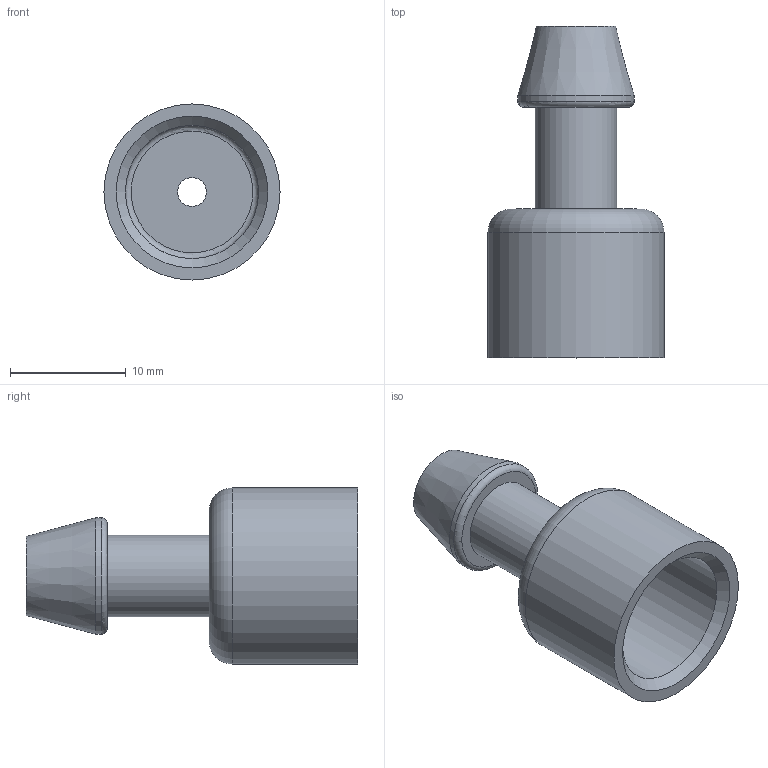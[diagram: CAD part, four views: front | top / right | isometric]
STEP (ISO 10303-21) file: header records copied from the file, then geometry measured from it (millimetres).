
FILE_DESCRIPTION(/* description */ (''),/* implementation_level */ '2;1');
FILE_NAME(/* name */ 'SMALL-WHEEL-HUB.ipt.step',/* time_stamp */ '2020-04-16T23:31:00-04:00',/* author */ ('Josef'),/* organization */ (''),/* preprocessor_version */ 'ST-DEVELOPER v17',/* originating_system */ 'Autodesk Inventor 2019',/* authorisation */ '');
FILE_SCHEMA (('AUTOMOTIVE_DESIGN { 1 0 10303 214 3 1 1 }'));
Length unit declared in the file: inch
Products named in the file (1): SMALL-WHEEL-HUB
Bounding box: 15.2 x 28.65 x 15.2 mm (x, y, z)
Volume: 1829.5 mm3; surface area: 1854 mm2
Topology: 1 solids, 1 shells, 15 faces, 48 edges, 38 vertices
Faces by surface type: cylinder 5, plane 5, torus 3, cone 2
Full cylindrical faces by diameter (mm): 2.5 x1, 7.05 x1, 10.05 x1, 11.5 x1, 15.2 x1
Entity records: 1040 total; most frequent: CARTESIAN_POINT 525, DIRECTION 111, ORIENTED_EDGE 96, AXIS2_PLACEMENT_3D 52, EDGE_CURVE 48, VERTEX_POINT 38, CIRCLE 32, EDGE_LOOP 20
